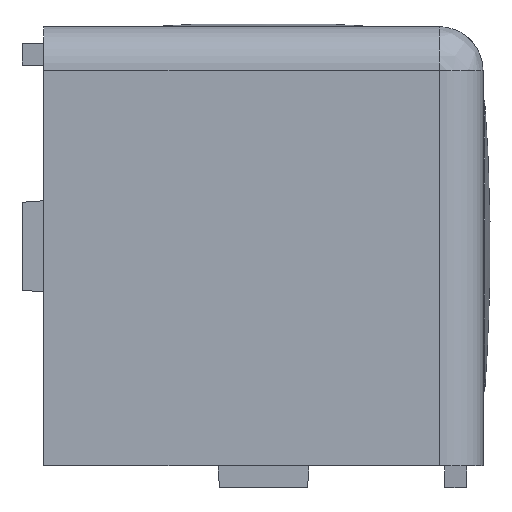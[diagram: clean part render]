
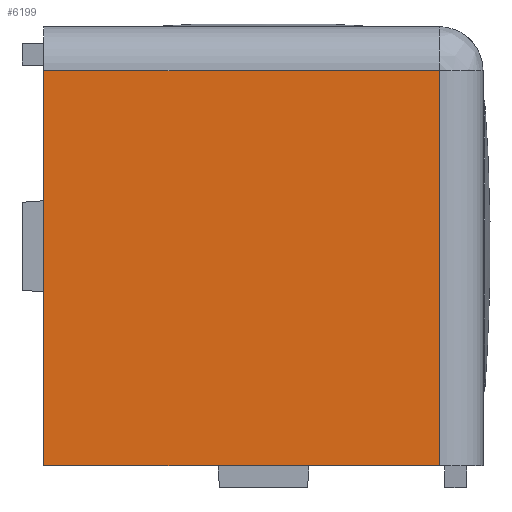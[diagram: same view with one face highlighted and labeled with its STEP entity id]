
A CAD part, front view. The second image highlights one B-rep face of the part: STEP entity #6199.
In plain terms, the highlighted planar face has unit normal (0, -1, 0).
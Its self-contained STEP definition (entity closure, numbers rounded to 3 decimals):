
#118 = PLANE ( 'NONE',  #1513 ) ;
#235 = VECTOR ( 'NONE', #2512, 1000. ) ;
#287 = EDGE_CURVE ( 'NONE', #2336, #6492, #3467, .T. ) ;
#484 = DIRECTION ( 'NONE',  ( 0., 0., -1. ) ) ;
#511 = FACE_OUTER_BOUND ( 'NONE', #5748, .T. ) ;
#531 = CARTESIAN_POINT ( 'NONE',  ( 16., -20., -20. ) ) ;
#637 = ORIENTED_EDGE ( 'NONE', *, *, #287, .F. ) ;
#707 = EDGE_CURVE ( 'NONE', #6492, #1551, #1450, .T. ) ;
#1027 = ORIENTED_EDGE ( 'NONE', *, *, #2313, .T. ) ;
#1450 = LINE ( 'NONE', #6615, #4241 ) ;
#1513 = AXIS2_PLACEMENT_3D ( 'NONE', #3747, #2586, #2627 ) ;
#1519 = DIRECTION ( 'NONE',  ( -1., 0., 0. ) ) ;
#1551 = VERTEX_POINT ( 'NONE', #6452 ) ;
#1690 = EDGE_CURVE ( 'NONE', #3858, #2336, #6118, .T. ) ;
#2313 = EDGE_CURVE ( 'NONE', #3858, #1551, #4890, .T. ) ;
#2336 = VERTEX_POINT ( 'NONE', #3278 ) ;
#2512 = DIRECTION ( 'NONE',  ( 1., 0., 0. ) ) ;
#2586 = DIRECTION ( 'NONE',  ( 0., 1., 0. ) ) ;
#2627 = DIRECTION ( 'NONE',  ( 1., 0., 0. ) ) ;
#2958 = CARTESIAN_POINT ( 'NONE',  ( 16., -20., 20. ) ) ;
#3278 = CARTESIAN_POINT ( 'NONE',  ( 16., -20., 16. ) ) ;
#3467 = LINE ( 'NONE', #2958, #5607 ) ;
#3747 = CARTESIAN_POINT ( 'NONE',  ( -20., -20., 20. ) ) ;
#3858 = VERTEX_POINT ( 'NONE', #4956 ) ;
#4241 = VECTOR ( 'NONE', #1519, 1000. ) ;
#4396 = DIRECTION ( 'NONE',  ( 0., 0., -1. ) ) ;
#4559 = VECTOR ( 'NONE', #4396, 1000. ) ;
#4886 = ORIENTED_EDGE ( 'NONE', *, *, #707, .F. ) ;
#4890 = LINE ( 'NONE', #6373, #4559 ) ;
#4956 = CARTESIAN_POINT ( 'NONE',  ( -20., -20., 16. ) ) ;
#5032 = CARTESIAN_POINT ( 'NONE',  ( -20., -20., 16. ) ) ;
#5607 = VECTOR ( 'NONE', #484, 1000. ) ;
#5645 = ORIENTED_EDGE ( 'NONE', *, *, #1690, .F. ) ;
#5748 = EDGE_LOOP ( 'NONE', ( #637, #5645, #1027, #4886 ) ) ;
#6118 = LINE ( 'NONE', #5032, #235 ) ;
#6199 = ADVANCED_FACE ( 'NONE', ( #511 ), #118, .F. ) ;
#6373 = CARTESIAN_POINT ( 'NONE',  ( -20., -20., 20. ) ) ;
#6452 = CARTESIAN_POINT ( 'NONE',  ( -20., -20., -20. ) ) ;
#6492 = VERTEX_POINT ( 'NONE', #531 ) ;
#6615 = CARTESIAN_POINT ( 'NONE',  ( -20., -20., -20. ) ) ;
